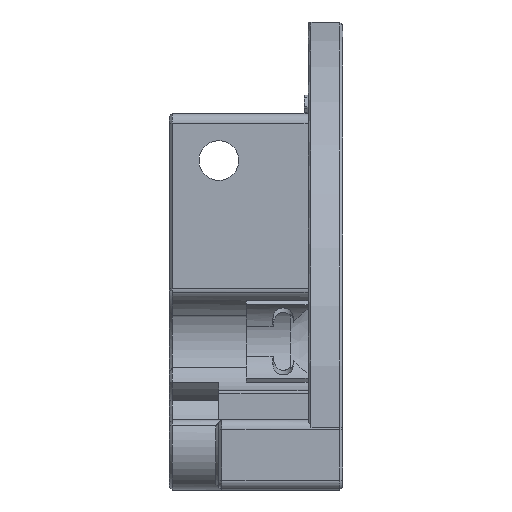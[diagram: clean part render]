
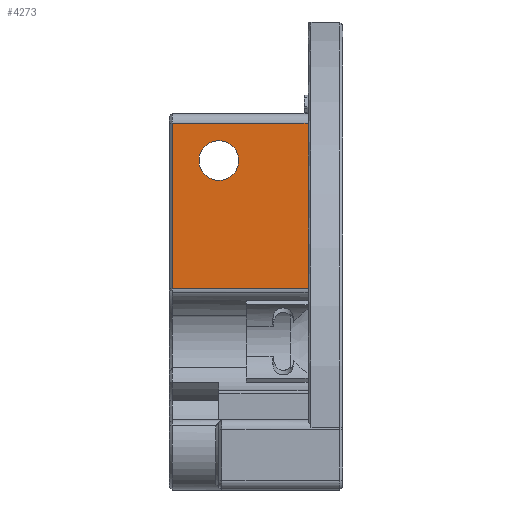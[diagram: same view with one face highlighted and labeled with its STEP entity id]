
A CAD part, front view. The second image highlights one B-rep face of the part: STEP entity #4273.
In plain terms, the highlighted planar face has unit normal (0, -1, 0).
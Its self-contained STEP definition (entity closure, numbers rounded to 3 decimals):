
#48=(
BOUNDED_CURVE()
B_SPLINE_CURVE(2,(#6230,#6231,#6232),.UNSPECIFIED.,.F.,.F.)
B_SPLINE_CURVE_WITH_KNOTS((3,3),(0.107,0.214),
 .UNSPECIFIED.)
CURVE()
GEOMETRIC_REPRESENTATION_ITEM()
RATIONAL_B_SPLINE_CURVE((1.,1.095,1.))
REPRESENTATION_ITEM('')
);
#257=FACE_BOUND('',#1510,.T.);
#382=LINE('',#6592,#756);
#397=LINE('',#6717,#771);
#469=LINE('',#7075,#843);
#470=LINE('',#7088,#844);
#471=LINE('',#7090,#845);
#472=LINE('',#7091,#846);
#756=VECTOR('',#5325,10.);
#771=VECTOR('',#5408,10.);
#843=VECTOR('',#5576,10.);
#844=VECTOR('',#5591,10.);
#845=VECTOR('',#5594,1.);
#846=VECTOR('',#5595,10.);
#1044=PLANE('',#4694);
#1236=FACE_OUTER_BOUND('',#1509,.T.);
#1509=EDGE_LOOP('',(#3534,#3535,#3536,#3537,#3538,#3539,#3540));
#1510=EDGE_LOOP('',(#3541));
#1805=CIRCLE('',#4695,2.);
#1890=VERTEX_POINT('',#6228);
#1891=VERTEX_POINT('',#6229);
#1986=VERTEX_POINT('',#6586);
#1987=VERTEX_POINT('',#6590);
#2013=VERTEX_POINT('',#6715);
#2125=VERTEX_POINT('',#7069);
#2126=VERTEX_POINT('',#7073);
#2128=VERTEX_POINT('',#7092);
#2309=EDGE_CURVE('',#1890,#1891,#48,.F.);
#2472=EDGE_CURVE('',#1986,#1987,#382,.T.);
#2515=EDGE_CURVE('',#1890,#2013,#397,.T.);
#2645=EDGE_CURVE('',#2126,#2125,#469,.T.);
#2650=EDGE_CURVE('',#2125,#2013,#470,.T.);
#2651=EDGE_CURVE('',#1891,#1986,#471,.T.);
#2652=EDGE_CURVE('',#1987,#2126,#472,.T.);
#2653=EDGE_CURVE('',#2128,#2128,#1805,.T.);
#3534=ORIENTED_EDGE('',*,*,#2472,.F.);
#3535=ORIENTED_EDGE('',*,*,#2651,.F.);
#3536=ORIENTED_EDGE('',*,*,#2309,.F.);
#3537=ORIENTED_EDGE('',*,*,#2515,.T.);
#3538=ORIENTED_EDGE('',*,*,#2650,.F.);
#3539=ORIENTED_EDGE('',*,*,#2645,.F.);
#3540=ORIENTED_EDGE('',*,*,#2652,.F.);
#3541=ORIENTED_EDGE('',*,*,#2653,.T.);
#4273=ADVANCED_FACE('',(#1236,#257),#1044,.F.);
#4694=AXIS2_PLACEMENT_3D('',#7089,#5592,#5593);
#4695=AXIS2_PLACEMENT_3D('',#7093,#5596,#5597);
#5325=DIRECTION('',(0.,0.,-1.));
#5408=DIRECTION('',(0.,0.,1.));
#5576=DIRECTION('',(0.,0.,1.));
#5591=DIRECTION('',(1.,0.,0.));
#5592=DIRECTION('center_axis',(0.,1.,0.));
#5593=DIRECTION('ref_axis',(0.,0.,1.));
#5594=DIRECTION('',(1.,0.,0.));
#5595=DIRECTION('',(-1.,0.,0.));
#5596=DIRECTION('center_axis',(0.,1.,0.));
#5597=DIRECTION('ref_axis',(-1.,0.,0.));
#6228=CARTESIAN_POINT('',(-10.575,-8.,7.98));
#6229=CARTESIAN_POINT('',(-10.175,-8.,7.));
#6230=CARTESIAN_POINT('Ctrl Pts',(-10.175,-8.,7.));
#6231=CARTESIAN_POINT('Ctrl Pts',(-10.175,-8.,7.408));
#6232=CARTESIAN_POINT('Ctrl Pts',(-10.575,-8.,7.98));
#6586=CARTESIAN_POINT('',(-7.375,-8.,7.));
#6590=CARTESIAN_POINT('',(-7.375,-8.,5.292));
#6592=CARTESIAN_POINT('',(-7.375,-8.,6.546));
#6715=CARTESIAN_POINT('',(-10.575,-8.,22.));
#6717=CARTESIAN_POINT('',(-10.575,-8.,6.546));
#7069=CARTESIAN_POINT('',(-24.275,-8.,22.));
#7073=CARTESIAN_POINT('',(-24.275,-8.,5.292));
#7075=CARTESIAN_POINT('',(-24.275,-8.,0.236));
#7088=CARTESIAN_POINT('',(-10.575,-8.,22.));
#7089=CARTESIAN_POINT('Origin',(-10.575,-8.,4.472));
#7090=CARTESIAN_POINT('',(-10.575,-8.,7.));
#7091=CARTESIAN_POINT('',(-10.575,-8.,5.292));
#7092=CARTESIAN_POINT('',(-17.575,-8.,18.25));
#7093=CARTESIAN_POINT('Origin',(-19.575,-8.,18.25));
